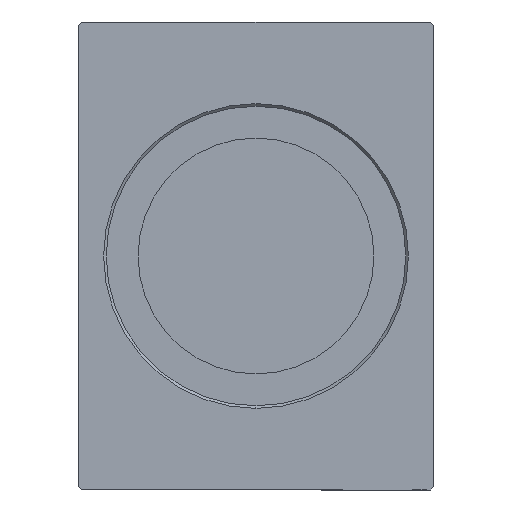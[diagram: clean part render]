
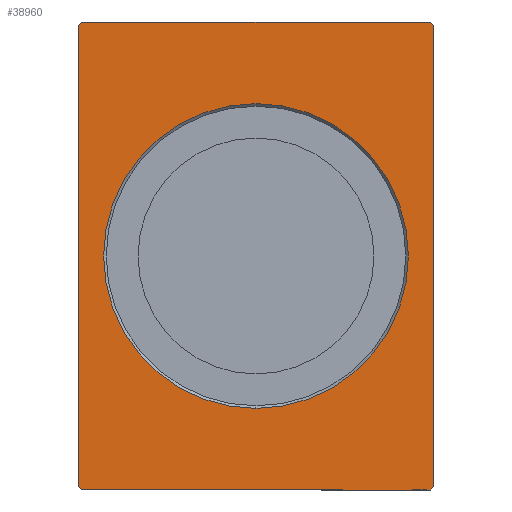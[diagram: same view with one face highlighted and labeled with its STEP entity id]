
A CAD part, left-side view. The second image highlights one B-rep face of the part: STEP entity #38960.
In plain terms, the highlighted planar face has unit normal (-1, 0, 0).
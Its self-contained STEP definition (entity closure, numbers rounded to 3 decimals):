
#432 = CARTESIAN_POINT ( 'NONE',  ( 0., 0., 0. ) ) ;
#738 = ORIENTED_EDGE ( 'NONE', *, *, #27393, .F. ) ;
#1023 = DIRECTION ( 'NONE',  ( 0., 0.707, 0.707 ) ) ;
#1318 = ORIENTED_EDGE ( 'NONE', *, *, #23373, .F. ) ;
#1401 = CARTESIAN_POINT ( 'NONE',  ( 0., 47.5, 61.5 ) ) ;
#1617 = LINE ( 'NONE', #12001, #22027 ) ;
#1773 = ORIENTED_EDGE ( 'NONE', *, *, #3646, .F. ) ;
#1959 = EDGE_CURVE ( 'NONE', #36740, #22692, #13543, .T. ) ;
#2018 = DIRECTION ( 'NONE',  ( 0., -0.707, 0.707 ) ) ;
#2227 = EDGE_LOOP ( 'NONE', ( #27354, #9879 ) ) ;
#2482 = CARTESIAN_POINT ( 'NONE',  ( 0., -47.5, -61.5 ) ) ;
#3646 = EDGE_CURVE ( 'NONE', #15864, #5938, #42066, .T. ) ;
#4592 = EDGE_CURVE ( 'NONE', #20777, #37308, #40956, .T. ) ;
#4929 = EDGE_CURVE ( 'NONE', #31650, #15864, #1617, .T. ) ;
#5103 = ORIENTED_EDGE ( 'NONE', *, *, #1959, .F. ) ;
#5419 = AXIS2_PLACEMENT_3D ( 'NONE', #432, #13402, #26359 ) ;
#5938 = VERTEX_POINT ( 'NONE', #2482 ) ;
#8566 = EDGE_CURVE ( 'NONE', #22692, #20777, #26530, .T. ) ;
#8737 = VECTOR ( 'NONE', #30816, 1000. ) ;
#9555 = DIRECTION ( 'NONE',  ( 0., 0., -1. ) ) ;
#9772 = ORIENTED_EDGE ( 'NONE', *, *, #4929, .F. ) ;
#9879 = ORIENTED_EDGE ( 'NONE', *, *, #27828, .T. ) ;
#10197 = ORIENTED_EDGE ( 'NONE', *, *, #17836, .F. ) ;
#11392 = DIRECTION ( 'NONE',  ( 0., -0.707, -0.707 ) ) ;
#11824 = FACE_BOUND ( 'NONE', #2227, .T. ) ;
#11854 = CARTESIAN_POINT ( 'NONE',  ( 0., 47.5, -61.5 ) ) ;
#12001 = CARTESIAN_POINT ( 'NONE',  ( 0., -46.5, 62.5 ) ) ;
#12449 = DIRECTION ( 'NONE',  ( 1., 0., 0. ) ) ;
#12453 = ORIENTED_EDGE ( 'NONE', *, *, #4592, .F. ) ;
#13169 = CARTESIAN_POINT ( 'NONE',  ( 0., -47.5, 61.5 ) ) ;
#13241 = EDGE_CURVE ( 'NONE', #34368, #24279, #39838, .T. ) ;
#13277 = DIRECTION ( 'NONE',  ( 1., 0., 0. ) ) ;
#13402 = DIRECTION ( 'NONE',  ( 1., 0., 0. ) ) ;
#13543 = LINE ( 'NONE', #26707, #26253 ) ;
#13570 = CARTESIAN_POINT ( 'NONE',  ( 0., 0., 40.7 ) ) ;
#15649 = FACE_OUTER_BOUND ( 'NONE', #33464, .T. ) ;
#15864 = VERTEX_POINT ( 'NONE', #35549 ) ;
#16493 = CARTESIAN_POINT ( 'NONE',  ( 0., 47.5, 61.5 ) ) ;
#17836 = EDGE_CURVE ( 'NONE', #5938, #36740, #29411, .T. ) ;
#18377 = CARTESIAN_POINT ( 'NONE',  ( 0., -46.5, -62.5 ) ) ;
#18414 = ORIENTED_EDGE ( 'NONE', *, *, #8566, .F. ) ;
#19670 = CARTESIAN_POINT ( 'NONE',  ( 0., 0., 0. ) ) ;
#20777 = VERTEX_POINT ( 'NONE', #21081 ) ;
#21081 = CARTESIAN_POINT ( 'NONE',  ( 0., 47.5, -61.5 ) ) ;
#21518 = AXIS2_PLACEMENT_3D ( 'NONE', #19670, #13277, #39204 ) ;
#22027 = VECTOR ( 'NONE', #11392, 1000. ) ;
#22692 = VERTEX_POINT ( 'NONE', #40881 ) ;
#22919 = VECTOR ( 'NONE', #9555, 1000. ) ;
#23325 = CARTESIAN_POINT ( 'NONE',  ( 0., 46.5, 62.5 ) ) ;
#23373 = EDGE_CURVE ( 'NONE', #37308, #41220, #30921, .T. ) ;
#23779 = CIRCLE ( 'NONE', #5419, 40.7 ) ;
#24279 = VERTEX_POINT ( 'NONE', #32374 ) ;
#26161 = VECTOR ( 'NONE', #31606, 1000. ) ;
#26253 = VECTOR ( 'NONE', #39659, 1000. ) ;
#26359 = DIRECTION ( 'NONE',  ( 0., 0., -1. ) ) ;
#26530 = LINE ( 'NONE', #30141, #34285 ) ;
#26707 = CARTESIAN_POINT ( 'NONE',  ( 0., -46.5, -62.5 ) ) ;
#27354 = ORIENTED_EDGE ( 'NONE', *, *, #13241, .T. ) ;
#27393 = EDGE_CURVE ( 'NONE', #41220, #31650, #29701, .T. ) ;
#27828 = EDGE_CURVE ( 'NONE', #24279, #34368, #23779, .T. ) ;
#28601 = PLANE ( 'NONE',  #41643 ) ;
#29411 = LINE ( 'NONE', #34002, #8737 ) ;
#29701 = LINE ( 'NONE', #23325, #33920 ) ;
#30141 = CARTESIAN_POINT ( 'NONE',  ( 0., 46.5, -62.5 ) ) ;
#30816 = DIRECTION ( 'NONE',  ( 0., 0.707, -0.707 ) ) ;
#30921 = LINE ( 'NONE', #1401, #40640 ) ;
#31247 = CARTESIAN_POINT ( 'NONE',  ( 0., -46.5, 62.5 ) ) ;
#31606 = DIRECTION ( 'NONE',  ( 0., 0., 1. ) ) ;
#31650 = VERTEX_POINT ( 'NONE', #31247 ) ;
#32374 = CARTESIAN_POINT ( 'NONE',  ( 0., 0., -40.7 ) ) ;
#33464 = EDGE_LOOP ( 'NONE', ( #1318, #12453, #18414, #5103, #10197, #1773, #9772, #738 ) ) ;
#33920 = VECTOR ( 'NONE', #36899, 1000. ) ;
#34002 = CARTESIAN_POINT ( 'NONE',  ( 0., -47.5, -61.5 ) ) ;
#34285 = VECTOR ( 'NONE', #1023, 1000. ) ;
#34368 = VERTEX_POINT ( 'NONE', #13570 ) ;
#35549 = CARTESIAN_POINT ( 'NONE',  ( 0., -47.5, 61.5 ) ) ;
#36740 = VERTEX_POINT ( 'NONE', #18377 ) ;
#36899 = DIRECTION ( 'NONE',  ( 0., -1., 0. ) ) ;
#37308 = VERTEX_POINT ( 'NONE', #16493 ) ;
#37338 = DIRECTION ( 'NONE',  ( 0., 0., -1. ) ) ;
#37970 = CARTESIAN_POINT ( 'NONE',  ( 0., 46.5, 62.5 ) ) ;
#38960 = ADVANCED_FACE ( 'NONE', ( #11824, #15649 ), #28601, .F. ) ;
#39204 = DIRECTION ( 'NONE',  ( 0., 0., -1. ) ) ;
#39659 = DIRECTION ( 'NONE',  ( 0., 1., 0. ) ) ;
#39838 = CIRCLE ( 'NONE', #21518, 40.7 ) ;
#40640 = VECTOR ( 'NONE', #2018, 1000. ) ;
#40881 = CARTESIAN_POINT ( 'NONE',  ( 0., 46.5, -62.5 ) ) ;
#40956 = LINE ( 'NONE', #11854, #26161 ) ;
#41220 = VERTEX_POINT ( 'NONE', #37970 ) ;
#41557 = CARTESIAN_POINT ( 'NONE',  ( 0., 0., 0. ) ) ;
#41643 = AXIS2_PLACEMENT_3D ( 'NONE', #41557, #12449, #37338 ) ;
#42066 = LINE ( 'NONE', #13169, #22919 ) ;
